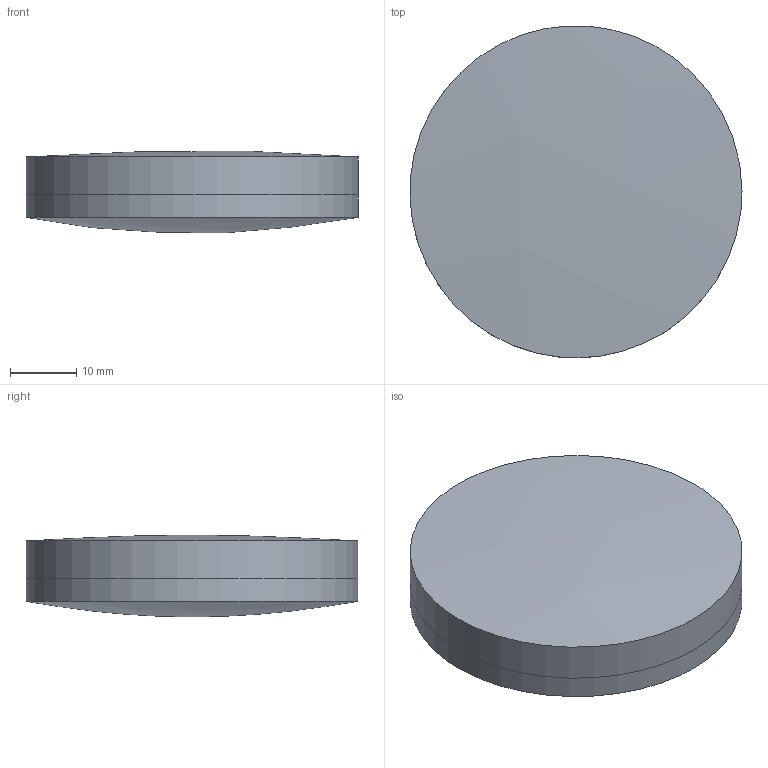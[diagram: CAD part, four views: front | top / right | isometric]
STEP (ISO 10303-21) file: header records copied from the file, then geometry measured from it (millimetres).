
FILE_DESCRIPTION ((), '1');
FILE_NAME ('STEP_49392.STP', '2016-12-13T15:22:03', ('Unknown'), ('Unknown'), 'HarmonyWare STEP v2.0.2', 'HarmonyWare Translators', '');
FILE_SCHEMA (('CONFIG_CONTROL_DESIGN'));
Length unit declared in the file: millimetre
Products named in the file (2): NONE
Bounding box: 49.98 x 49.96 x 12.29 mm (x, y, z)
Volume: 21219 mm3; surface area: 9370.2 mm2
Topology: 2 solids, 2 shells, 6 faces, 6 edges, 4 vertices
Faces by surface type: sphere 4, cylinder 2
Full cylindrical faces by diameter (mm): 50 x2
Entity records: 303 total; most frequent: CARTESIAN_POINT 50, PERSON 16, ORGANIZATION 16, PERSON_AND_ORGANIZATION 16, ORIENTED_EDGE 12, DIRECTION 12, PERSON_AND_ORGANIZATION_ROLE 10, CC_DESIGN_PERSON_AND_ORGANIZATION_ASSIGNMENT 10
